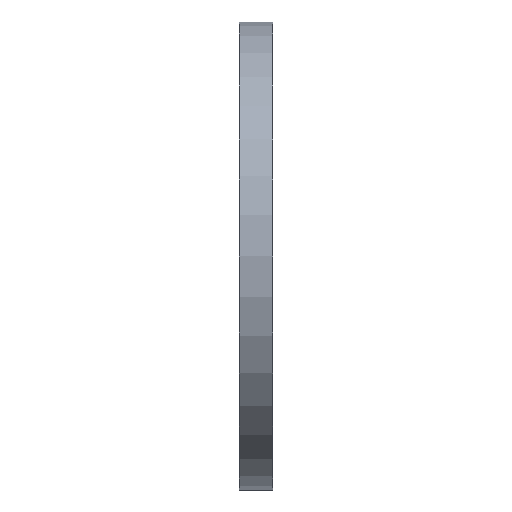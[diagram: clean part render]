
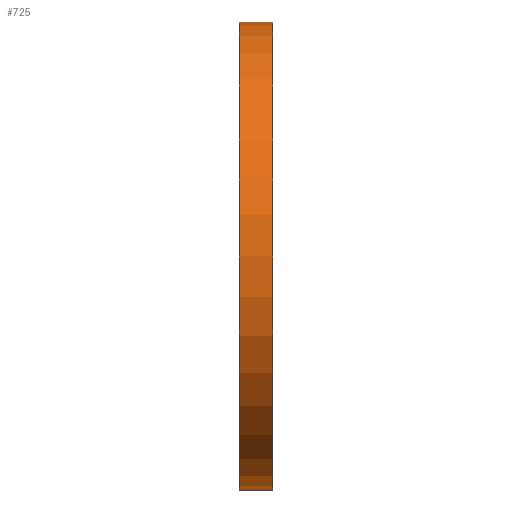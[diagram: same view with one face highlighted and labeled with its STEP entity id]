
A CAD part, front view. The second image highlights one B-rep face of the part: STEP entity #725.
In plain terms, the highlighted cylindrical face has radius 2.646 mm (diameter 5.292 mm), a partial arc.
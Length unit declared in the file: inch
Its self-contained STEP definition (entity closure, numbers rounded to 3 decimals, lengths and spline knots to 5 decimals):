
#16 = DIRECTION ( 'NONE',  ( -1., 0., 0. ) ) ;
#69 = ORIENTED_EDGE ( 'NONE', *, *, #532, .F. ) ;
#94 = LINE ( 'NONE', #693, #416 ) ;
#98 = DIRECTION ( 'NONE',  ( 1., 0., 0. ) ) ;
#122 = FACE_OUTER_BOUND ( 'NONE', #507, .T. ) ;
#127 = VERTEX_POINT ( 'NONE', #870 ) ;
#150 = CARTESIAN_POINT ( 'NONE',  ( 0.0075, -0.00484, 0. ) ) ;
#162 = CIRCLE ( 'NONE', #699, 0.10416 ) ;
#190 = DIRECTION ( 'NONE',  ( -1., 0., 0. ) ) ;
#204 = CARTESIAN_POINT ( 'NONE',  ( 0.0075, -0.00484, 0. ) ) ;
#219 = DIRECTION ( 'NONE',  ( -1., 0., 0. ) ) ;
#247 = CYLINDRICAL_SURFACE ( 'NONE', #792, 0.10416 ) ;
#254 = CARTESIAN_POINT ( 'NONE',  ( 0.0075, -0.00484, 0.10416 ) ) ;
#261 = EDGE_CURVE ( 'NONE', #127, #334, #162, .T. ) ;
#327 = CIRCLE ( 'NONE', #765, 0.10416 ) ;
#334 = VERTEX_POINT ( 'NONE', #685 ) ;
#359 = DIRECTION ( 'NONE',  ( 0., 0., 1. ) ) ;
#416 = VECTOR ( 'NONE', #16, 39.37008 ) ;
#426 = VERTEX_POINT ( 'NONE', #560 ) ;
#437 = ORIENTED_EDGE ( 'NONE', *, *, #613, .T. ) ;
#450 = VECTOR ( 'NONE', #190, 39.37008 ) ;
#487 = DIRECTION ( 'NONE',  ( 0., 0., -1. ) ) ;
#507 = EDGE_LOOP ( 'NONE', ( #519, #69, #437, #576 ) ) ;
#519 = ORIENTED_EDGE ( 'NONE', *, *, #929, .F. ) ;
#532 = EDGE_CURVE ( 'NONE', #582, #426, #327, .T. ) ;
#560 = CARTESIAN_POINT ( 'NONE',  ( 0.0075, -0.00484, -0.10416 ) ) ;
#576 = ORIENTED_EDGE ( 'NONE', *, *, #261, .T. ) ;
#582 = VERTEX_POINT ( 'NONE', #254 ) ;
#583 = CARTESIAN_POINT ( 'NONE',  ( -0.0075, -0.00484, 0. ) ) ;
#613 = EDGE_CURVE ( 'NONE', #582, #127, #817, .T. ) ;
#685 = CARTESIAN_POINT ( 'NONE',  ( -0.0075, -0.00484, -0.10416 ) ) ;
#693 = CARTESIAN_POINT ( 'NONE',  ( 0.0075, -0.00484, -0.10416 ) ) ;
#699 = AXIS2_PLACEMENT_3D ( 'NONE', #583, #98, #752 ) ;
#723 = DIRECTION ( 'NONE',  ( 1., 0., 0. ) ) ;
#725 = ADVANCED_FACE ( 'NONE', ( #122 ), #247, .T. ) ;
#752 = DIRECTION ( 'NONE',  ( 0., 0., -1. ) ) ;
#765 = AXIS2_PLACEMENT_3D ( 'NONE', #204, #723, #487 ) ;
#792 = AXIS2_PLACEMENT_3D ( 'NONE', #150, #219, #359 ) ;
#817 = LINE ( 'NONE', #930, #450 ) ;
#870 = CARTESIAN_POINT ( 'NONE',  ( -0.0075, -0.00484, 0.10416 ) ) ;
#929 = EDGE_CURVE ( 'NONE', #426, #334, #94, .T. ) ;
#930 = CARTESIAN_POINT ( 'NONE',  ( 0.0075, -0.00484, 0.10416 ) ) ;
